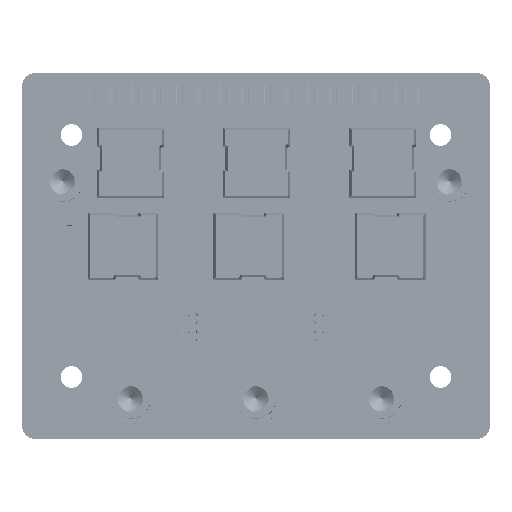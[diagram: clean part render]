
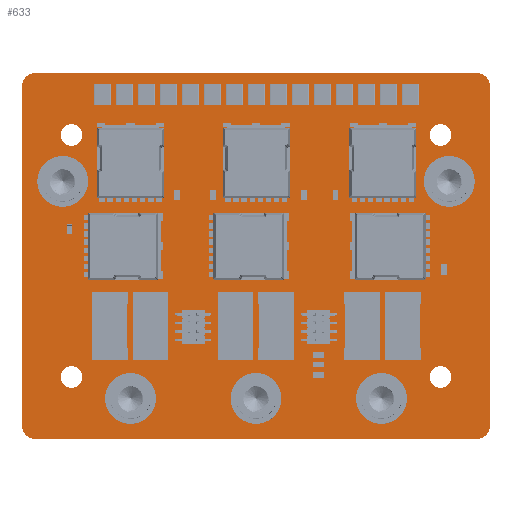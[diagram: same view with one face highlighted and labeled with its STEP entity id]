
A CAD part, top view. The second image highlights one B-rep face of the part: STEP entity #633.
In plain terms, the highlighted planar face has unit normal (0, 0, 1).
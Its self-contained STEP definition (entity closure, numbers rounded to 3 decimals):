
#224 = VERTEX_POINT('',#225);
#225 = CARTESIAN_POINT('',(0.,2.,1.6));
#231 = EDGE_CURVE('',#224,#232,#234,.T.);
#232 = VERTEX_POINT('',#233);
#233 = CARTESIAN_POINT('',(2.,0.,1.6));
#234 = CIRCLE('',#235,2.001);
#235 = AXIS2_PLACEMENT_3D('',#236,#237,#238);
#236 = CARTESIAN_POINT('',(2.001,2.001,1.6));
#237 = DIRECTION('',(0.,0.,1.));
#238 = DIRECTION('',(-1.,0.,0.));
#264 = EDGE_CURVE('',#232,#265,#267,.T.);
#265 = VERTEX_POINT('',#266);
#266 = CARTESIAN_POINT('',(67.,0.,1.6));
#267 = LINE('',#268,#269);
#268 = CARTESIAN_POINT('',(2.,0.,1.6));
#269 = VECTOR('',#270,1.);
#270 = DIRECTION('',(1.,0.,0.));
#295 = EDGE_CURVE('',#265,#296,#298,.T.);
#296 = VERTEX_POINT('',#297);
#297 = CARTESIAN_POINT('',(69.,2.,1.6));
#298 = CIRCLE('',#299,2.001);
#299 = AXIS2_PLACEMENT_3D('',#300,#301,#302);
#300 = CARTESIAN_POINT('',(66.999,2.001,1.6));
#301 = DIRECTION('',(0.,0.,1.));
#302 = DIRECTION('',(0.,-1.,0.));
#328 = EDGE_CURVE('',#296,#329,#331,.T.);
#329 = VERTEX_POINT('',#330);
#330 = CARTESIAN_POINT('',(69.,52.,1.6));
#331 = LINE('',#332,#333);
#332 = CARTESIAN_POINT('',(69.,2.,1.6));
#333 = VECTOR('',#334,1.);
#334 = DIRECTION('',(0.,1.,0.));
#359 = EDGE_CURVE('',#329,#360,#362,.T.);
#360 = VERTEX_POINT('',#361);
#361 = CARTESIAN_POINT('',(67.,54.,1.6));
#362 = CIRCLE('',#363,2.001);
#363 = AXIS2_PLACEMENT_3D('',#364,#365,#366);
#364 = CARTESIAN_POINT('',(66.999,51.999,1.6));
#365 = DIRECTION('',(0.,0.,1.));
#366 = DIRECTION('',(1.,0.,-0.));
#392 = EDGE_CURVE('',#360,#393,#395,.T.);
#393 = VERTEX_POINT('',#394);
#394 = CARTESIAN_POINT('',(2.,54.,1.6));
#395 = LINE('',#396,#397);
#396 = CARTESIAN_POINT('',(67.,54.,1.6));
#397 = VECTOR('',#398,1.);
#398 = DIRECTION('',(-1.,0.,0.));
#423 = EDGE_CURVE('',#393,#424,#426,.T.);
#424 = VERTEX_POINT('',#425);
#425 = CARTESIAN_POINT('',(0.,52.,1.6));
#426 = CIRCLE('',#427,2.001);
#427 = AXIS2_PLACEMENT_3D('',#428,#429,#430);
#428 = CARTESIAN_POINT('',(2.001,51.999,1.6));
#429 = DIRECTION('',(0.,0.,1.));
#430 = DIRECTION('',(0.,1.,0.));
#456 = EDGE_CURVE('',#424,#224,#457,.T.);
#457 = LINE('',#458,#459);
#458 = CARTESIAN_POINT('',(0.,52.,1.6));
#459 = VECTOR('',#460,1.);
#460 = DIRECTION('',(0.,-1.,0.));
#480 = VERTEX_POINT('',#481);
#481 = CARTESIAN_POINT('',(8.9,9.15,1.6));
#487 = EDGE_CURVE('',#480,#480,#488,.T.);
#488 = CIRCLE('',#489,1.6);
#489 = AXIS2_PLACEMENT_3D('',#490,#491,#492);
#490 = CARTESIAN_POINT('',(7.3,9.15,1.6));
#491 = DIRECTION('',(0.,0.,1.));
#492 = DIRECTION('',(1.,0.,-0.));
#513 = VERTEX_POINT('',#514);
#514 = CARTESIAN_POINT('',(8.9,44.85,1.6));
#520 = EDGE_CURVE('',#513,#513,#521,.T.);
#521 = CIRCLE('',#522,1.6);
#522 = AXIS2_PLACEMENT_3D('',#523,#524,#525);
#523 = CARTESIAN_POINT('',(7.3,44.85,1.6));
#524 = DIRECTION('',(0.,0.,1.));
#525 = DIRECTION('',(1.,0.,-0.));
#546 = VERTEX_POINT('',#547);
#547 = CARTESIAN_POINT('',(63.3,9.15,1.6));
#553 = EDGE_CURVE('',#546,#546,#554,.T.);
#554 = CIRCLE('',#555,1.6);
#555 = AXIS2_PLACEMENT_3D('',#556,#557,#558);
#556 = CARTESIAN_POINT('',(61.7,9.15,1.6));
#557 = DIRECTION('',(0.,0.,1.));
#558 = DIRECTION('',(1.,0.,-0.));
#579 = VERTEX_POINT('',#580);
#580 = CARTESIAN_POINT('',(63.3,44.85,1.6));
#586 = EDGE_CURVE('',#579,#579,#587,.T.);
#587 = CIRCLE('',#588,1.6);
#588 = AXIS2_PLACEMENT_3D('',#589,#590,#591);
#589 = CARTESIAN_POINT('',(61.7,44.85,1.6));
#590 = DIRECTION('',(0.,0.,1.));
#591 = DIRECTION('',(1.,0.,-0.));
#633 = ADVANCED_FACE('',(#634,#644,#647,#650,#653),#656,.T.);
#634 = FACE_BOUND('',#635,.T.);
#635 = EDGE_LOOP('',(#636,#637,#638,#639,#640,#641,#642,#643));
#636 = ORIENTED_EDGE('',*,*,#231,.T.);
#637 = ORIENTED_EDGE('',*,*,#264,.T.);
#638 = ORIENTED_EDGE('',*,*,#295,.T.);
#639 = ORIENTED_EDGE('',*,*,#328,.T.);
#640 = ORIENTED_EDGE('',*,*,#359,.T.);
#641 = ORIENTED_EDGE('',*,*,#392,.T.);
#642 = ORIENTED_EDGE('',*,*,#423,.T.);
#643 = ORIENTED_EDGE('',*,*,#456,.T.);
#644 = FACE_BOUND('',#645,.T.);
#645 = EDGE_LOOP('',(#646));
#646 = ORIENTED_EDGE('',*,*,#487,.F.);
#647 = FACE_BOUND('',#648,.T.);
#648 = EDGE_LOOP('',(#649));
#649 = ORIENTED_EDGE('',*,*,#520,.F.);
#650 = FACE_BOUND('',#651,.T.);
#651 = EDGE_LOOP('',(#652));
#652 = ORIENTED_EDGE('',*,*,#553,.F.);
#653 = FACE_BOUND('',#654,.T.);
#654 = EDGE_LOOP('',(#655));
#655 = ORIENTED_EDGE('',*,*,#586,.F.);
#656 = PLANE('',#657);
#657 = AXIS2_PLACEMENT_3D('',#658,#659,#660);
#658 = CARTESIAN_POINT('',(34.5,27.,1.6));
#659 = DIRECTION('',(0.,0.,1.));
#660 = DIRECTION('',(1.,0.,-0.));
